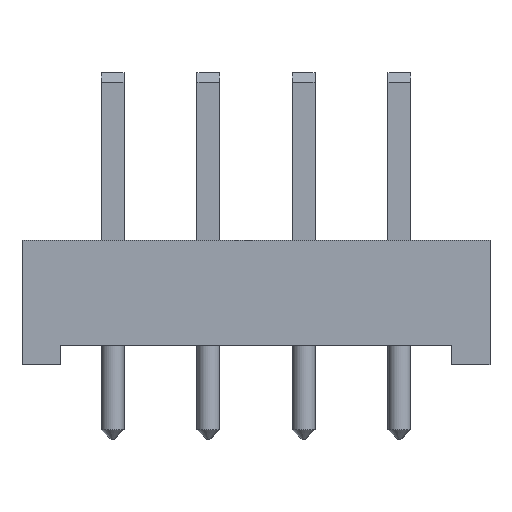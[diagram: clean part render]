
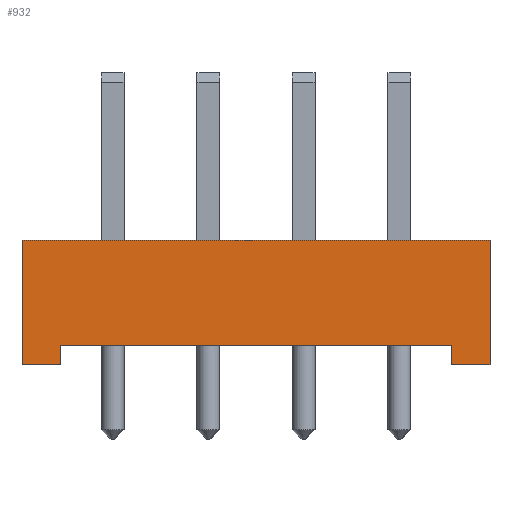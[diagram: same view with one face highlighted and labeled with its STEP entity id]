
A CAD part, top view. The second image highlights one B-rep face of the part: STEP entity #932.
In plain terms, the highlighted planar face has unit normal (0, 0, 1).
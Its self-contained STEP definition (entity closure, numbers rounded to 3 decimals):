
#64=PLANE('',#1016);
#120=FACE_OUTER_BOUND('',#176,.T.);
#176=EDGE_LOOP('',(#846,#847,#848,#849,#850,#851,#852,#853));
#269=LINE('',#1488,#377);
#271=LINE('',#1492,#379);
#273=LINE('',#1498,#381);
#279=LINE('',#1510,#387);
#281=LINE('',#1513,#389);
#287=LINE('',#1524,#395);
#288=LINE('',#1527,#396);
#289=LINE('',#1528,#397);
#377=VECTOR('',#1227,10.);
#379=VECTOR('',#1231,10.);
#381=VECTOR('',#1235,10.);
#387=VECTOR('',#1245,10.);
#389=VECTOR('',#1249,10.);
#395=VECTOR('',#1259,10.);
#396=VECTOR('',#1262,10.);
#397=VECTOR('',#1263,10.);
#487=VERTEX_POINT('',#1484);
#488=VERTEX_POINT('',#1486);
#489=VERTEX_POINT('',#1490);
#490=VERTEX_POINT('',#1494);
#492=VERTEX_POINT('',#1497);
#496=VERTEX_POINT('',#1509);
#499=VERTEX_POINT('',#1522);
#500=VERTEX_POINT('',#1526);
#605=EDGE_CURVE('',#487,#488,#269,.T.);
#607=EDGE_CURVE('',#489,#488,#271,.T.);
#609=EDGE_CURVE('',#490,#492,#273,.T.);
#615=EDGE_CURVE('',#492,#496,#279,.T.);
#617=EDGE_CURVE('',#490,#487,#281,.T.);
#623=EDGE_CURVE('',#489,#499,#287,.T.);
#624=EDGE_CURVE('',#500,#499,#288,.T.);
#625=EDGE_CURVE('',#496,#500,#289,.T.);
#846=ORIENTED_EDGE('',*,*,#617,.T.);
#847=ORIENTED_EDGE('',*,*,#605,.T.);
#848=ORIENTED_EDGE('',*,*,#607,.F.);
#849=ORIENTED_EDGE('',*,*,#623,.T.);
#850=ORIENTED_EDGE('',*,*,#624,.F.);
#851=ORIENTED_EDGE('',*,*,#625,.F.);
#852=ORIENTED_EDGE('',*,*,#615,.F.);
#853=ORIENTED_EDGE('',*,*,#609,.F.);
#932=ADVANCED_FACE('',(#120),#64,.T.);
#1016=AXIS2_PLACEMENT_3D('',#1525,#1260,#1261);
#1227=DIRECTION('',(0.,-1.,0.));
#1231=DIRECTION('',(-1.,0.,0.));
#1235=DIRECTION('',(0.,-1.,0.));
#1245=DIRECTION('',(-1.,0.,0.));
#1249=DIRECTION('',(1.,0.,0.));
#1259=DIRECTION('',(0.,1.,0.));
#1260=DIRECTION('center_axis',(0.,0.,1.));
#1261=DIRECTION('ref_axis',(1.,0.,0.));
#1262=DIRECTION('',(1.,0.,0.));
#1263=DIRECTION('',(0.,1.,0.));
#1484=CARTESIAN_POINT('',(11.25,0.,0.));
#1486=CARTESIAN_POINT('',(11.25,-0.5,0.));
#1488=CARTESIAN_POINT('',(11.25,0.,0.));
#1490=CARTESIAN_POINT('',(12.25,-0.5,0.));
#1492=CARTESIAN_POINT('',(12.25,-0.5,0.));
#1494=CARTESIAN_POINT('',(1.,0.,0.));
#1497=CARTESIAN_POINT('',(1.,-0.5,0.));
#1498=CARTESIAN_POINT('',(1.,0.,0.));
#1509=CARTESIAN_POINT('',(0.,-0.5,0.));
#1510=CARTESIAN_POINT('',(0.,-0.5,0.));
#1513=CARTESIAN_POINT('',(0.,0.,0.));
#1522=CARTESIAN_POINT('',(12.25,2.75,0.));
#1524=CARTESIAN_POINT('',(12.25,0.,0.));
#1525=CARTESIAN_POINT('Origin',(0.,0.,0.));
#1526=CARTESIAN_POINT('',(0.,2.75,0.));
#1527=CARTESIAN_POINT('',(0.,2.75,0.));
#1528=CARTESIAN_POINT('',(0.,0.,0.));
